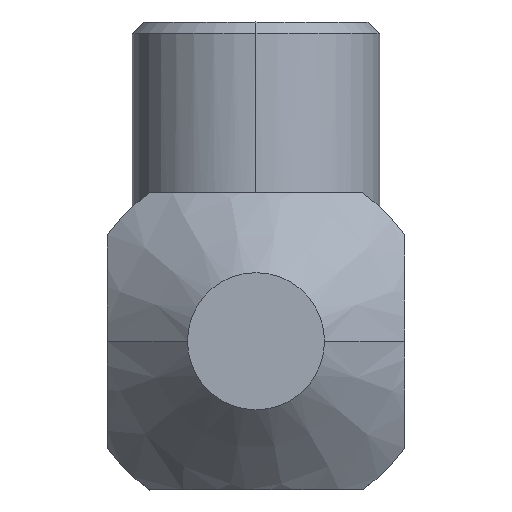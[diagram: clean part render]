
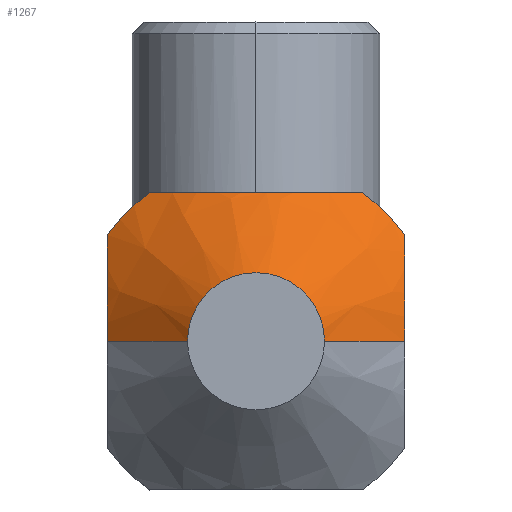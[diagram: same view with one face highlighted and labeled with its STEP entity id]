
A CAD part, top view. The second image highlights one B-rep face of the part: STEP entity #1267.
In plain terms, the highlighted conical face has half-angle 45 degrees and reference radius 8 mm.
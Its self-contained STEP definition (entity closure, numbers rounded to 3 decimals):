
#32 = CARTESIAN_POINT ( 'NONE',  ( -6.5, 3.209, 20.288 ) ) ;
#33 = EDGE_CURVE ( 'NONE', #810, #381, #695, .T. ) ;
#39 = AXIS2_PLACEMENT_3D ( 'NONE', #1501, #1700, #2066 ) ;
#54 = VERTEX_POINT ( 'NONE', #1179 ) ;
#81 = B_SPLINE_CURVE_WITH_KNOTS ( 'NONE', 3,
 ( #363, #1443, #32, #567, #1277, #2010, #213, #2237, #1705, #2075 ),
 .UNSPECIFIED., .F., .F.,
 ( 4, 2, 2, 2, 4 ),
 ( 0., 0.002, 0.003, 0.004, 0.005 ),
 .UNSPECIFIED. ) ;
#104 = EDGE_LOOP ( 'NONE', ( #2269, #803, #1660, #1636, #661, #1886, #2086, #1721 ) ) ;
#135 = EDGE_CURVE ( 'NONE', #54, #1944, #811, .T. ) ;
#138 = EDGE_CURVE ( 'NONE', #2026, #381, #2294, .T. ) ;
#151 = CARTESIAN_POINT ( 'NONE',  ( 1.442, 6.5, 20.845 ) ) ;
#175 = CARTESIAN_POINT ( 'NONE',  ( -3.193, 6.5, 20.266 ) ) ;
#177 = CARTESIAN_POINT ( 'NONE',  ( 3., 0., 24.5 ) ) ;
#213 = CARTESIAN_POINT ( 'NONE',  ( -6.5, 1.433, 20.847 ) ) ;
#278 = CARTESIAN_POINT ( 'NONE',  ( 6.5, 2.813, 20.427 ) ) ;
#313 = CARTESIAN_POINT ( 'NONE',  ( 1.645, 6.5, 20.798 ) ) ;
#314 = CARTESIAN_POINT ( 'NONE',  ( 6.5, 0., 21. ) ) ;
#331 = LINE ( 'NONE', #2297, #1006 ) ;
#342 = CARTESIAN_POINT ( 'NONE',  ( -6.5, 4.664, 19.5 ) ) ;
#347 = CARTESIAN_POINT ( 'NONE',  ( -1.631, 6.5, 20.81 ) ) ;
#350 = CARTESIAN_POINT ( 'NONE',  ( 8., 0., 19.5 ) ) ;
#356 = CARTESIAN_POINT ( 'NONE',  ( 0.832, 6.5, 20.959 ) ) ;
#363 = CARTESIAN_POINT ( 'NONE',  ( -6.5, 4.664, 19.5 ) ) ;
#381 = VERTEX_POINT ( 'NONE', #1766 ) ;
#406 = VERTEX_POINT ( 'NONE', #1571 ) ;
#436 = CARTESIAN_POINT ( 'NONE',  ( 6.5, 4.306, 19.709 ) ) ;
#441 = DIRECTION ( 'NONE',  ( 0., -1., 0. ) ) ;
#477 = CARTESIAN_POINT ( 'NONE',  ( 6.5, 0.411, 21. ) ) ;
#532 = LINE ( 'NONE', #350, #1233 ) ;
#536 = VERTEX_POINT ( 'NONE', #2019 ) ;
#566 = AXIS2_PLACEMENT_3D ( 'NONE', #2127, #1028, #2116 ) ;
#567 = CARTESIAN_POINT ( 'NONE',  ( -6.5, 2.236, 20.629 ) ) ;
#623 = EDGE_CURVE ( 'NONE', #810, #1982, #81, .T. ) ;
#658 = CARTESIAN_POINT ( 'NONE',  ( -2.028, 6.5, 20.701 ) ) ;
#661 = ORIENTED_EDGE ( 'NONE', *, *, #138, .T. ) ;
#662 = DIRECTION ( 'NONE',  ( 0., 0., -1. ) ) ;
#679 = DIRECTION ( 'NONE',  ( 0., 0., -1. ) ) ;
#695 = CIRCLE ( 'NONE', #39, 8. ) ;
#726 = CARTESIAN_POINT ( 'NONE',  ( 4.664, 6.5, 19.5 ) ) ;
#803 = ORIENTED_EDGE ( 'NONE', *, *, #1539, .T. ) ;
#810 = VERTEX_POINT ( 'NONE', #342 ) ;
#811 = CIRCLE ( 'NONE', #1606, 3. ) ;
#877 = CARTESIAN_POINT ( 'NONE',  ( -4.664, 6.5, 19.5 ) ) ;
#882 = B_SPLINE_CURVE_WITH_KNOTS ( 'NONE', 3,
 ( #314, #477, #1354, #2256, #1011, #278, #2068, #1723, #436, #1550 ),
 .UNSPECIFIED., .F., .F.,
 ( 4, 2, 2, 2, 4 ),
 ( 0.005, 0.006, 0.007, 0.009, 0.01 ),
 .UNSPECIFIED. ) ;
#889 = DIRECTION ( 'NONE',  ( -1., 0., 0. ) ) ;
#895 = CIRCLE ( 'NONE', #2069, 8. ) ;
#991 = EDGE_CURVE ( 'NONE', #536, #406, #882, .T. ) ;
#1006 = VECTOR ( 'NONE', #1962, 1000. ) ;
#1011 = CARTESIAN_POINT ( 'NONE',  ( 6.5, 2.035, 20.699 ) ) ;
#1028 = DIRECTION ( 'NONE',  ( 0., 0., -1. ) ) ;
#1059 = CARTESIAN_POINT ( 'NONE',  ( -3.94, 6.5, 19.906 ) ) ;
#1070 = CARTESIAN_POINT ( 'NONE',  ( 0.423, 6.5, 20.999 ) ) ;
#1179 = CARTESIAN_POINT ( 'NONE',  ( -3., 0., 24.5 ) ) ;
#1207 = CARTESIAN_POINT ( 'NONE',  ( 4.664, 6.5, 19.5 ) ) ;
#1219 = CARTESIAN_POINT ( 'NONE',  ( -0.818, 6.5, 20.961 ) ) ;
#1233 = VECTOR ( 'NONE', #2168, 1000. ) ;
#1267 = ADVANCED_FACE ( 'NONE', ( #1767 ), #1572, .T. ) ;
#1277 = CARTESIAN_POINT ( 'NONE',  ( -6.5, 2.038, 20.691 ) ) ;
#1282 = EDGE_CURVE ( 'NONE', #54, #1982, #331, .T. ) ;
#1354 = CARTESIAN_POINT ( 'NONE',  ( 6.5, 0.828, 20.96 ) ) ;
#1443 = CARTESIAN_POINT ( 'NONE',  ( -6.5, 3.947, 19.918 ) ) ;
#1444 = EDGE_CURVE ( 'NONE', #2026, #406, #895, .T. ) ;
#1501 = CARTESIAN_POINT ( 'NONE',  ( 0., 0., 19.5 ) ) ;
#1539 = EDGE_CURVE ( 'NONE', #1944, #536, #532, .T. ) ;
#1550 = CARTESIAN_POINT ( 'NONE',  ( 6.5, 4.664, 19.5 ) ) ;
#1571 = CARTESIAN_POINT ( 'NONE',  ( 6.5, 4.664, 19.5 ) ) ;
#1572 = CONICAL_SURFACE ( 'NONE', #566, 8., 0.785 ) ;
#1576 = CARTESIAN_POINT ( 'NONE',  ( -4.305, 6.5, 19.709 ) ) ;
#1588 = CARTESIAN_POINT ( 'NONE',  ( 3.949, 6.5, 19.917 ) ) ;
#1606 = AXIS2_PLACEMENT_3D ( 'NONE', #1781, #679, #889 ) ;
#1636 = ORIENTED_EDGE ( 'NONE', *, *, #1444, .F. ) ;
#1660 = ORIENTED_EDGE ( 'NONE', *, *, #991, .T. ) ;
#1700 = DIRECTION ( 'NONE',  ( 0., 0., -1. ) ) ;
#1705 = CARTESIAN_POINT ( 'NONE',  ( -6.5, 0.413, 21. ) ) ;
#1721 = ORIENTED_EDGE ( 'NONE', *, *, #1282, .F. ) ;
#1723 = CARTESIAN_POINT ( 'NONE',  ( 6.5, 3.942, 19.905 ) ) ;
#1745 = CARTESIAN_POINT ( 'NONE',  ( 3.213, 6.5, 20.286 ) ) ;
#1748 = CARTESIAN_POINT ( 'NONE',  ( -6.5, 0., 21. ) ) ;
#1766 = CARTESIAN_POINT ( 'NONE',  ( -4.664, 6.5, 19.5 ) ) ;
#1767 = FACE_OUTER_BOUND ( 'NONE', #104, .T. ) ;
#1769 = CARTESIAN_POINT ( 'NONE',  ( 2.045, 6.5, 20.689 ) ) ;
#1781 = CARTESIAN_POINT ( 'NONE',  ( 0., 0., 24.5 ) ) ;
#1792 = CARTESIAN_POINT ( 'NONE',  ( -2.809, 6.5, 20.429 ) ) ;
#1886 = ORIENTED_EDGE ( 'NONE', *, *, #33, .F. ) ;
#1932 = CARTESIAN_POINT ( 'NONE',  ( 0., 0., 19.5 ) ) ;
#1944 = VERTEX_POINT ( 'NONE', #177 ) ;
#1962 = DIRECTION ( 'NONE',  ( -0.707, 0., -0.707 ) ) ;
#1979 = CARTESIAN_POINT ( 'NONE',  ( -0.4, 6.5, 21.001 ) ) ;
#1982 = VERTEX_POINT ( 'NONE', #1748 ) ;
#2010 = CARTESIAN_POINT ( 'NONE',  ( -6.5, 1.637, 20.8 ) ) ;
#2019 = CARTESIAN_POINT ( 'NONE',  ( 6.5, 0., 21. ) ) ;
#2026 = VERTEX_POINT ( 'NONE', #726 ) ;
#2066 = DIRECTION ( 'NONE',  ( 0., -1., 0. ) ) ;
#2068 = CARTESIAN_POINT ( 'NONE',  ( 6.5, 3.196, 20.264 ) ) ;
#2069 = AXIS2_PLACEMENT_3D ( 'NONE', #1932, #662, #441 ) ;
#2075 = CARTESIAN_POINT ( 'NONE',  ( -6.5, 0., 21. ) ) ;
#2086 = ORIENTED_EDGE ( 'NONE', *, *, #623, .T. ) ;
#2116 = DIRECTION ( 'NONE',  ( -1., 0., 0. ) ) ;
#2127 = CARTESIAN_POINT ( 'NONE',  ( 0., 0., 19.5 ) ) ;
#2155 = CARTESIAN_POINT ( 'NONE',  ( 2.242, 6.5, 20.627 ) ) ;
#2168 = DIRECTION ( 'NONE',  ( 0.707, 0., -0.707 ) ) ;
#2237 = CARTESIAN_POINT ( 'NONE',  ( -6.5, 0.822, 20.96 ) ) ;
#2256 = CARTESIAN_POINT ( 'NONE',  ( 6.5, 1.638, 20.809 ) ) ;
#2269 = ORIENTED_EDGE ( 'NONE', *, *, #135, .T. ) ;
#2294 = B_SPLINE_CURVE_WITH_KNOTS ( 'NONE', 3,
 ( #1207, #1588, #1745, #2155, #1769, #313, #151, #356, #1070, #1979, #1219, #347, #658, #1792, #175, #1059, #1576, #877 ),
 .UNSPECIFIED., .F., .F.,
 ( 4, 2, 2, 2, 2, 2, 2, 2, 4 ),
 ( 0., 0.002, 0.003, 0.004, 0.005, 0.006, 0.007, 0.009, 0.01 ),
 .UNSPECIFIED. ) ;
#2297 = CARTESIAN_POINT ( 'NONE',  ( -8., 0., 19.5 ) ) ;
